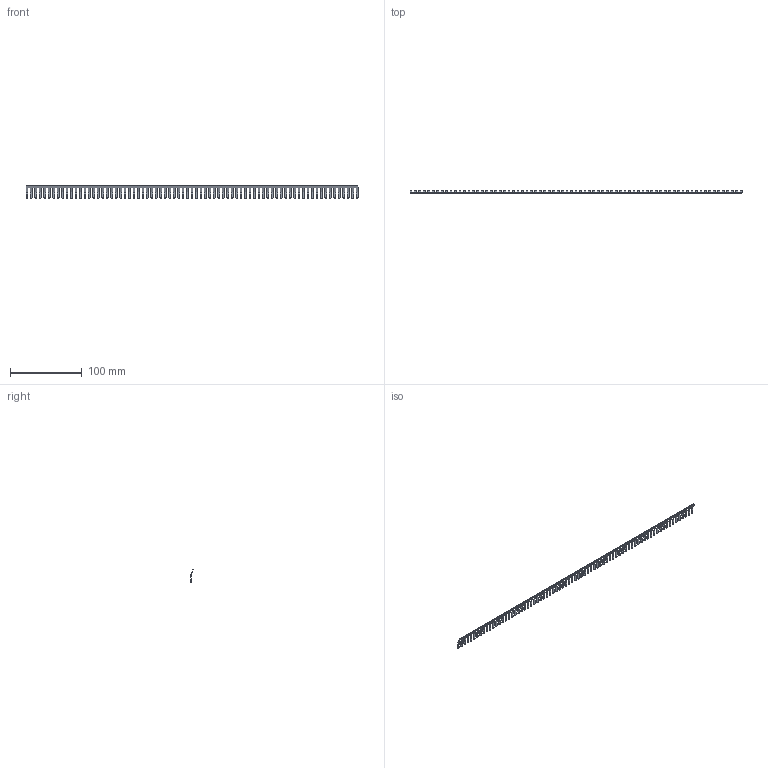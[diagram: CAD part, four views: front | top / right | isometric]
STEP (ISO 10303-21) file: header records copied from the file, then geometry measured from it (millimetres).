
FILE_DESCRIPTION(('CATIA V5R24 STEP','CAx-IF Rec.Pracs.--- Model Styling and Organization---1.2---2011-12-15'),'2;1');
FILE_NAME ('002280-2_1_0526400000_0526400000.stp','2018-08-13T11:12:40+00:00',('none'),('Weidmueller'),'CATIA Version 5-6 Release 2014 SP4 HF52','CATIA V5 STEP AP214','none');
FILE_SCHEMA(('AUTOMOTIVE_DESIGN { 1 0 10303 214 1 1 1 1 }'));
Length unit declared in the file: millimetre
Products named in the file (1): 0526400000
Bounding box: 461.3 x 4.12 x 17.51 mm (x, y, z)
Volume: 3206 mm3; surface area: 10600.4 mm2
Topology: 1 solids, 1 shells, 979 faces, 2631 edges, 1654 vertices
Faces by surface type: plane 829, cylinder 150
Entity records: 27593 total; most frequent: CARTESIAN_POINT 6237, ORIENTED_EDGE 5262, DIRECTION 3106, EDGE_CURVE 2631, VECTOR 2331, LINE 2331, VERTEX_POINT 1654, ADVANCED_FACE 979
